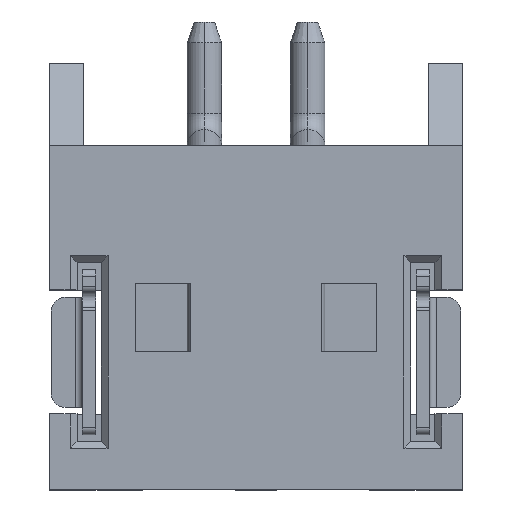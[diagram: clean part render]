
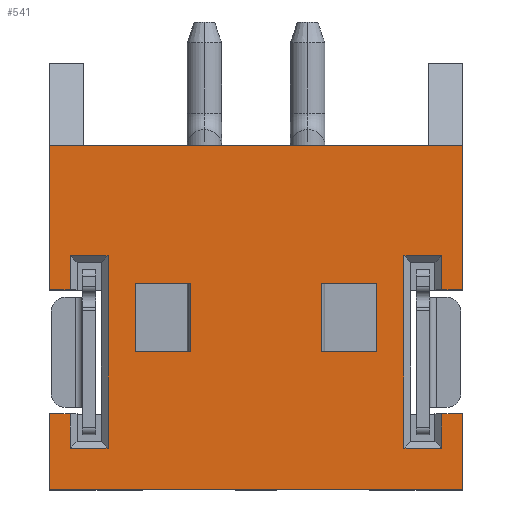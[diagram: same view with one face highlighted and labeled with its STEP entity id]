
A CAD part, top view. The second image highlights one B-rep face of the part: STEP entity #541.
In plain terms, the highlighted planar face has unit normal (0, 0, 1).
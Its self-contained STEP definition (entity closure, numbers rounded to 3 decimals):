
#541=ADVANCED_FACE('',(#1250,#1251,#1252),#1253,.T.);
#1250=FACE_BOUND('',#2127,.T.);
#1251=FACE_BOUND('',#2128,.T.);
#1252=FACE_OUTER_BOUND('',#2129,.T.);
#1253=PLANE('',#2130);
#2127=EDGE_LOOP('',(#3759,#3760,#3761,#3762));
#2128=EDGE_LOOP('',(#3763,#3764,#3765,#3766));
#2129=EDGE_LOOP('',(#3767,#3768,#3769,#3770,#3771,#3772,#3773,#3774,#3775,#3776,#3777,#3778,#3779,#3780,#3781,#3782,#3783,#3784,#3785,#3786));
#2130=AXIS2_PLACEMENT_3D('',#3787,#3788,#3789);
#3759=ORIENTED_EDGE('',*,*,#5797,.F.);
#3760=ORIENTED_EDGE('',*,*,#5798,.F.);
#3761=ORIENTED_EDGE('',*,*,#5799,.F.);
#3762=ORIENTED_EDGE('',*,*,#5800,.F.);
#3763=ORIENTED_EDGE('',*,*,#5801,.F.);
#3764=ORIENTED_EDGE('',*,*,#5802,.F.);
#3765=ORIENTED_EDGE('',*,*,#5803,.F.);
#3766=ORIENTED_EDGE('',*,*,#5804,.F.);
#3767=ORIENTED_EDGE('',*,*,#5805,.F.);
#3768=ORIENTED_EDGE('',*,*,#5806,.T.);
#3769=ORIENTED_EDGE('',*,*,#5807,.F.);
#3770=ORIENTED_EDGE('',*,*,#5808,.F.);
#3771=ORIENTED_EDGE('',*,*,#5809,.T.);
#3772=ORIENTED_EDGE('',*,*,#5810,.T.);
#3773=ORIENTED_EDGE('',*,*,#5811,.T.);
#3774=ORIENTED_EDGE('',*,*,#5812,.T.);
#3775=ORIENTED_EDGE('',*,*,#5813,.T.);
#3776=ORIENTED_EDGE('',*,*,#5814,.T.);
#3777=ORIENTED_EDGE('',*,*,#5815,.F.);
#3778=ORIENTED_EDGE('',*,*,#5768,.F.);
#3779=ORIENTED_EDGE('',*,*,#5689,.F.);
#3780=ORIENTED_EDGE('',*,*,#5794,.T.);
#3781=ORIENTED_EDGE('',*,*,#5816,.T.);
#3782=ORIENTED_EDGE('',*,*,#5817,.T.);
#3783=ORIENTED_EDGE('',*,*,#5818,.T.);
#3784=ORIENTED_EDGE('',*,*,#5819,.T.);
#3785=ORIENTED_EDGE('',*,*,#5820,.T.);
#3786=ORIENTED_EDGE('',*,*,#5821,.T.);
#3787=CARTESIAN_POINT('',(0.0,0.0,3.75));
#3788=DIRECTION('',(0.0,0.0,1.0));
#3789=DIRECTION('',(1.0,0.0,0.0));
#5689=EDGE_CURVE('',#6939,#6924,#6941,.T.);
#5768=EDGE_CURVE('',#6924,#7064,#7065,.T.);
#5794=EDGE_CURVE('',#6939,#7106,#7107,.T.);
#5797=EDGE_CURVE('',#7110,#7111,#7112,.T.);
#5798=EDGE_CURVE('',#7113,#7110,#7114,.T.);
#5799=EDGE_CURVE('',#7115,#7113,#7116,.T.);
#5800=EDGE_CURVE('',#7111,#7115,#7117,.T.);
#5801=EDGE_CURVE('',#7118,#7119,#7120,.T.);
#5802=EDGE_CURVE('',#7121,#7118,#7122,.T.);
#5803=EDGE_CURVE('',#7123,#7121,#7124,.T.);
#5804=EDGE_CURVE('',#7119,#7123,#7125,.T.);
#5805=EDGE_CURVE('',#7126,#7127,#7128,.T.);
#5806=EDGE_CURVE('',#7126,#7129,#7130,.T.);
#5807=EDGE_CURVE('',#7131,#7129,#7132,.T.);
#5808=EDGE_CURVE('',#7133,#7131,#7134,.T.);
#5809=EDGE_CURVE('',#7133,#7135,#7136,.T.);
#5810=EDGE_CURVE('',#7135,#7137,#7138,.T.);
#5811=EDGE_CURVE('',#7137,#7139,#7140,.T.);
#5812=EDGE_CURVE('',#7139,#7141,#7142,.T.);
#5813=EDGE_CURVE('',#7141,#7143,#7144,.T.);
#5814=EDGE_CURVE('',#7143,#7145,#7146,.T.);
#5815=EDGE_CURVE('',#7064,#7145,#7147,.T.);
#5816=EDGE_CURVE('',#7106,#7148,#7149,.T.);
#5817=EDGE_CURVE('',#7148,#7150,#7151,.T.);
#5818=EDGE_CURVE('',#7150,#7152,#7153,.T.);
#5819=EDGE_CURVE('',#7152,#7154,#7155,.T.);
#5820=EDGE_CURVE('',#7154,#7156,#7157,.T.);
#5821=EDGE_CURVE('',#7156,#7127,#7158,.T.);
#6924=VERTEX_POINT('',#8764);
#6939=VERTEX_POINT('',#8787);
#6941=LINE('',#8790,#8791);
#7064=VERTEX_POINT('',#8969);
#7065=LINE('',#8970,#8971);
#7106=VERTEX_POINT('',#9032);
#7107=LINE('',#9033,#9034);
#7110=VERTEX_POINT('',#9038);
#7111=VERTEX_POINT('',#9039);
#7112=LINE('',#9040,#9041);
#7113=VERTEX_POINT('',#9042);
#7114=LINE('',#9043,#9044);
#7115=VERTEX_POINT('',#9045);
#7116=LINE('',#9046,#9047);
#7117=LINE('',#9048,#9049);
#7118=VERTEX_POINT('',#9050);
#7119=VERTEX_POINT('',#9051);
#7120=LINE('',#9052,#9053);
#7121=VERTEX_POINT('',#9054);
#7122=LINE('',#9055,#9056);
#7123=VERTEX_POINT('',#9057);
#7124=LINE('',#9058,#9059);
#7125=LINE('',#9060,#9061);
#7126=VERTEX_POINT('',#9062);
#7127=VERTEX_POINT('',#9063);
#7128=LINE('',#9064,#9065);
#7129=VERTEX_POINT('',#9066);
#7130=LINE('',#9067,#9068);
#7131=VERTEX_POINT('',#9069);
#7132=LINE('',#9070,#9071);
#7133=VERTEX_POINT('',#9072);
#7134=LINE('',#9073,#9074);
#7135=VERTEX_POINT('',#9075);
#7136=LINE('',#9076,#9077);
#7137=VERTEX_POINT('',#9078);
#7138=LINE('',#9079,#9080);
#7139=VERTEX_POINT('',#9081);
#7140=LINE('',#9082,#9083);
#7141=VERTEX_POINT('',#9084);
#7142=LINE('',#9085,#9086);
#7143=VERTEX_POINT('',#9087);
#7144=LINE('',#9088,#9089);
#7145=VERTEX_POINT('',#9090);
#7146=LINE('',#9091,#9092);
#7147=LINE('',#9093,#9094);
#7148=VERTEX_POINT('',#9095);
#7149=LINE('',#9096,#9097);
#7150=VERTEX_POINT('',#9098);
#7151=LINE('',#9099,#9100);
#7152=VERTEX_POINT('',#9101);
#7153=LINE('',#9102,#9103);
#7154=VERTEX_POINT('',#9104);
#7155=LINE('',#9105,#9106);
#7156=VERTEX_POINT('',#9107);
#7157=LINE('',#9108,#9109);
#7158=LINE('',#9110,#9111);
#8764=CARTESIAN_POINT('',(-3.0,-2.5,3.75));
#8787=CARTESIAN_POINT('',(3.0,-2.5,3.75));
#8790=CARTESIAN_POINT('',(3.0,-2.5,3.75));
#8791=VECTOR('',#10452,1.0);
#8969=CARTESIAN_POINT('',(-3.0,-1.4,3.75));
#8970=CARTESIAN_POINT('',(-3.0,-2.5,3.75));
#8971=VECTOR('',#10520,1.0);
#9032=CARTESIAN_POINT('',(3.0,-1.4,3.75));
#9033=CARTESIAN_POINT('',(3.0,-2.5,3.75));
#9034=VECTOR('',#10541,1.0);
#9038=CARTESIAN_POINT('',(1.75,-0.5,3.75));
#9039=CARTESIAN_POINT('',(1.75,0.5,3.75));
#9040=CARTESIAN_POINT('',(1.75,-0.5,3.75));
#9041=VECTOR('',#10543,1.0);
#9042=CARTESIAN_POINT('',(0.95,-0.5,3.75));
#9043=CARTESIAN_POINT('',(0.95,-0.5,3.75));
#9044=VECTOR('',#10544,1.0);
#9045=CARTESIAN_POINT('',(0.95,0.5,3.75));
#9046=CARTESIAN_POINT('',(0.95,0.5,3.75));
#9047=VECTOR('',#10545,1.0);
#9048=CARTESIAN_POINT('',(1.75,0.5,3.75));
#9049=VECTOR('',#10546,1.0);
#9050=CARTESIAN_POINT('',(-0.95,0.5,3.75));
#9051=CARTESIAN_POINT('',(-1.75,0.5,3.75));
#9052=CARTESIAN_POINT('',(-0.95,0.5,3.75));
#9053=VECTOR('',#10547,1.0);
#9054=CARTESIAN_POINT('',(-0.95,-0.5,3.75));
#9055=CARTESIAN_POINT('',(-0.95,-0.5,3.75));
#9056=VECTOR('',#10548,1.0);
#9057=CARTESIAN_POINT('',(-1.75,-0.5,3.75));
#9058=CARTESIAN_POINT('',(-1.75,-0.5,3.75));
#9059=VECTOR('',#10549,1.0);
#9060=CARTESIAN_POINT('',(-1.75,0.5,3.75));
#9061=VECTOR('',#10550,1.0);
#9062=CARTESIAN_POINT('',(3.0,0.4,3.75));
#9063=CARTESIAN_POINT('',(2.7,0.4,3.75));
#9064=CARTESIAN_POINT('',(3.0,0.4,3.75));
#9065=VECTOR('',#10551,1.0);
#9066=CARTESIAN_POINT('',(3.0,2.5,3.75));
#9067=CARTESIAN_POINT('',(3.0,0.4,3.75));
#9068=VECTOR('',#10552,1.0);
#9069=CARTESIAN_POINT('',(-3.0,2.5,3.75));
#9070=CARTESIAN_POINT('',(-3.0,2.5,3.75));
#9071=VECTOR('',#10553,1.0);
#9072=CARTESIAN_POINT('',(-3.0,0.4,3.75));
#9073=CARTESIAN_POINT('',(-3.0,0.4,3.75));
#9074=VECTOR('',#10554,1.0);
#9075=CARTESIAN_POINT('',(-2.7,0.4,3.75));
#9076=CARTESIAN_POINT('',(-3.0,0.4,3.75));
#9077=VECTOR('',#10555,1.0);
#9078=CARTESIAN_POINT('',(-2.7,0.9,3.75));
#9079=CARTESIAN_POINT('',(-2.7,0.4,3.75));
#9080=VECTOR('',#10556,1.0);
#9081=CARTESIAN_POINT('',(-2.15,0.9,3.75));
#9082=CARTESIAN_POINT('',(-2.7,0.9,3.75));
#9083=VECTOR('',#10557,1.0);
#9084=CARTESIAN_POINT('',(-2.15,-1.9,3.75));
#9085=CARTESIAN_POINT('',(-2.15,0.9,3.75));
#9086=VECTOR('',#10558,1.0);
#9087=CARTESIAN_POINT('',(-2.7,-1.9,3.75));
#9088=CARTESIAN_POINT('',(-2.15,-1.9,3.75));
#9089=VECTOR('',#10559,1.0);
#9090=CARTESIAN_POINT('',(-2.7,-1.4,3.75));
#9091=CARTESIAN_POINT('',(-2.7,-1.9,3.75));
#9092=VECTOR('',#10560,1.0);
#9093=CARTESIAN_POINT('',(-3.0,-1.4,3.75));
#9094=VECTOR('',#10561,1.0);
#9095=CARTESIAN_POINT('',(2.7,-1.4,3.75));
#9096=CARTESIAN_POINT('',(3.0,-1.4,3.75));
#9097=VECTOR('',#10562,1.0);
#9098=CARTESIAN_POINT('',(2.7,-1.9,3.75));
#9099=CARTESIAN_POINT('',(2.7,-1.4,3.75));
#9100=VECTOR('',#10563,1.0);
#9101=CARTESIAN_POINT('',(2.15,-1.9,3.75));
#9102=CARTESIAN_POINT('',(2.7,-1.9,3.75));
#9103=VECTOR('',#10564,1.0);
#9104=CARTESIAN_POINT('',(2.15,0.9,3.75));
#9105=CARTESIAN_POINT('',(2.15,-1.9,3.75));
#9106=VECTOR('',#10565,1.0);
#9107=CARTESIAN_POINT('',(2.7,0.9,3.75));
#9108=CARTESIAN_POINT('',(2.15,0.9,3.75));
#9109=VECTOR('',#10566,1.0);
#9110=CARTESIAN_POINT('',(2.7,0.9,3.75));
#9111=VECTOR('',#10567,1.0);
#10452=DIRECTION('',(-1.0,0.0,0.0));
#10520=DIRECTION('',(0.0,1.0,0.0));
#10541=DIRECTION('',(0.0,1.0,0.0));
#10543=DIRECTION('',(0.0,1.0,0.0));
#10544=DIRECTION('',(1.0,0.,0.0));
#10545=DIRECTION('',(0.,-1.0,0.0));
#10546=DIRECTION('',(-1.0,0.,0.0));
#10547=DIRECTION('',(-1.0,0.0,0.0));
#10548=DIRECTION('',(0.0,1.0,0.0));
#10549=DIRECTION('',(1.0,0.0,0.0));
#10550=DIRECTION('',(0.0,-1.0,0.0));
#10551=DIRECTION('',(-1.0,0.0,0.0));
#10552=DIRECTION('',(0.0,1.0,0.0));
#10553=DIRECTION('',(1.0,0.0,0.0));
#10554=DIRECTION('',(0.0,1.0,0.0));
#10555=DIRECTION('',(1.0,0.0,0.0));
#10556=DIRECTION('',(0.0,1.0,0.0));
#10557=DIRECTION('',(1.0,0.0,0.0));
#10558=DIRECTION('',(0.0,-1.0,0.0));
#10559=DIRECTION('',(-1.0,0.0,0.0));
#10560=DIRECTION('',(0.0,1.0,0.0));
#10561=DIRECTION('',(1.0,0.0,0.0));
#10562=DIRECTION('',(-1.0,0.0,0.0));
#10563=DIRECTION('',(0.0,-1.0,0.0));
#10564=DIRECTION('',(-1.0,0.0,0.0));
#10565=DIRECTION('',(0.0,1.0,0.0));
#10566=DIRECTION('',(1.0,0.0,0.0));
#10567=DIRECTION('',(0.0,-1.0,0.0));
